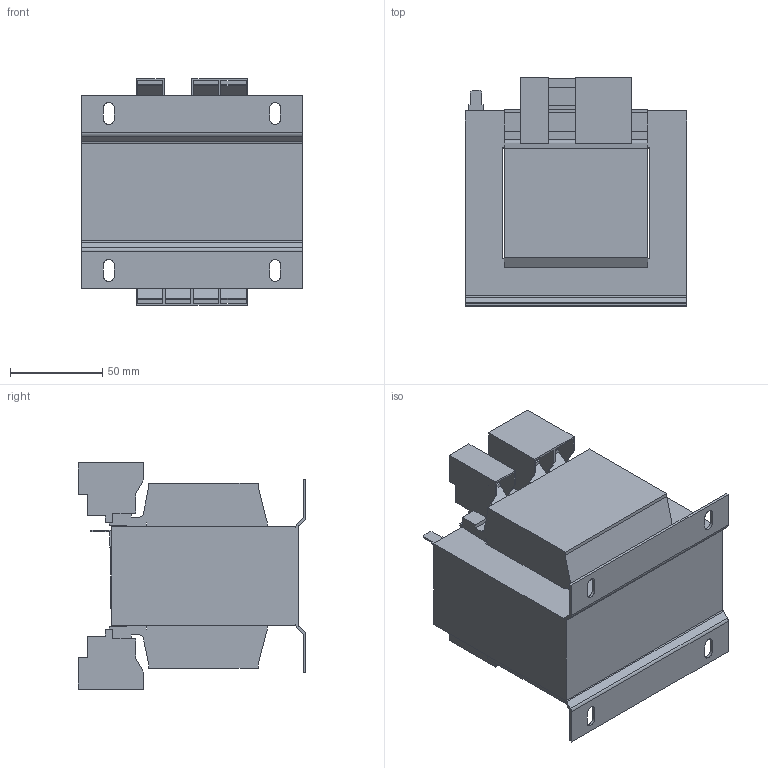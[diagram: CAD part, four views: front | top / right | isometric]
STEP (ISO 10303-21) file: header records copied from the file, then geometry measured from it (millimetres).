
FILE_DESCRIPTION (( 'STEP AP203' ), '1' );
FILE_NAME ('USTE400_2X12.step', '2024-10-31T16:59:06', ( '' ), ( '' ), 'SwSTEP 2.0', 'SolidWorks 2023', '' );
FILE_SCHEMA (( 'CONFIG_CONTROL_DESIGN' ));
Length unit declared in the file: inch
Products named in the file (1): USTE400_2X12
Bounding box: 120.05 x 123.37 x 122.7 mm (x, y, z)
Volume: 974842.4 mm3; surface area: 130600 mm2
Topology: 1 solids, 1 shells, 434 faces, 1273 edges, 842 vertices
Faces by surface type: plane 356, cylinder 78
Entity records: 14364 total; most frequent: CARTESIAN_POINT 2550, ORIENTED_EDGE 2546, DIRECTION 2299, EDGE_CURVE 1273, VECTOR 1117, LINE 1117, VERTEX_POINT 842, AXIS2_PLACEMENT_3D 591
